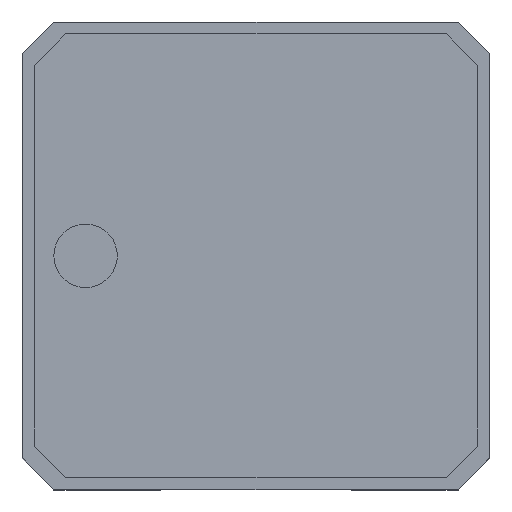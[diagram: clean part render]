
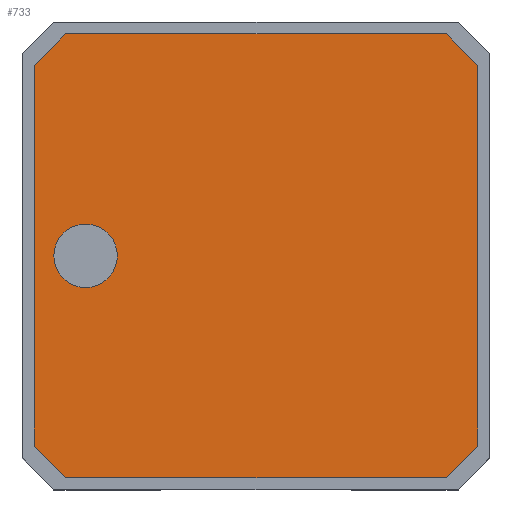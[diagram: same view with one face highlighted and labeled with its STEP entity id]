
A CAD part, top view. The second image highlights one B-rep face of the part: STEP entity #733.
In plain terms, the highlighted planar face has unit normal (0, 0, 1).
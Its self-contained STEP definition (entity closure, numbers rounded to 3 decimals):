
#20 = VECTOR ( 'NONE', #1439, 1000. ) ;
#38 = CARTESIAN_POINT ( 'NONE',  ( -1.2, -1.4, 1.4 ) ) ;
#91 = VERTEX_POINT ( 'NONE', #1753 ) ;
#102 = LINE ( 'NONE', #1095, #783 ) ;
#116 = CARTESIAN_POINT ( 'NONE',  ( -1.075, 0., 1.4 ) ) ;
#152 = DIRECTION ( 'NONE',  ( 1., 0., 0. ) ) ;
#156 = EDGE_CURVE ( 'NONE', #955, #91, #1782, .T. ) ;
#159 = EDGE_LOOP ( 'NONE', ( #990, #1497 ) ) ;
#165 = LINE ( 'NONE', #975, #396 ) ;
#191 = EDGE_CURVE ( 'NONE', #1100, #600, #925, .T. ) ;
#240 = VERTEX_POINT ( 'NONE', #1795 ) ;
#260 = EDGE_LOOP ( 'NONE', ( #899, #1724, #869, #1537, #1167, #325, #978, #1462 ) ) ;
#278 = VECTOR ( 'NONE', #1725, 1000. ) ;
#300 = DIRECTION ( 'NONE',  ( -1., 0., 0. ) ) ;
#325 = ORIENTED_EDGE ( 'NONE', *, *, #884, .F. ) ;
#331 = EDGE_CURVE ( 'NONE', #1127, #240, #1291, .T. ) ;
#343 = EDGE_CURVE ( 'NONE', #414, #1719, #641, .T. ) ;
#358 = DIRECTION ( 'NONE',  ( -1., 0., 0. ) ) ;
#387 = DIRECTION ( 'NONE',  ( 0., -1., 0. ) ) ;
#392 = CARTESIAN_POINT ( 'NONE',  ( -0.875, 0., 1.4 ) ) ;
#396 = VECTOR ( 'NONE', #1414, 1000. ) ;
#411 = CARTESIAN_POINT ( 'NONE',  ( 1.2, 1.4, 1.4 ) ) ;
#414 = VERTEX_POINT ( 'NONE', #937 ) ;
#431 = VERTEX_POINT ( 'NONE', #1216 ) ;
#481 = AXIS2_PLACEMENT_3D ( 'NONE', #116, #1637, #1397 ) ;
#487 = AXIS2_PLACEMENT_3D ( 'NONE', #1803, #1272, #300 ) ;
#497 = EDGE_CURVE ( 'NONE', #1719, #1127, #1641, .T. ) ;
#514 = AXIS2_PLACEMENT_3D ( 'NONE', #1773, #1044, #358 ) ;
#522 = VERTEX_POINT ( 'NONE', #1110 ) ;
#600 = VERTEX_POINT ( 'NONE', #392 ) ;
#617 = DIRECTION ( 'NONE',  ( -0.707, -0.707, 0. ) ) ;
#624 = CARTESIAN_POINT ( 'NONE',  ( -1.275, 0., 1.4 ) ) ;
#641 = LINE ( 'NONE', #930, #1335 ) ;
#692 = FACE_BOUND ( 'NONE', #159, .T. ) ;
#733 = ADVANCED_FACE ( 'NONE', ( #692, #1433 ), #836, .F. ) ;
#761 = LINE ( 'NONE', #1720, #20 ) ;
#783 = VECTOR ( 'NONE', #387, 1000. ) ;
#809 = CARTESIAN_POINT ( 'NONE',  ( 0., -1.4, 1.4 ) ) ;
#823 = EDGE_CURVE ( 'NONE', #522, #955, #761, .T. ) ;
#836 = PLANE ( 'NONE',  #487 ) ;
#869 = ORIENTED_EDGE ( 'NONE', *, *, #331, .F. ) ;
#884 = EDGE_CURVE ( 'NONE', #431, #414, #102, .T. ) ;
#899 = ORIENTED_EDGE ( 'NONE', *, *, #823, .F. ) ;
#911 = CARTESIAN_POINT ( 'NONE',  ( -1.2, -1.4, 1.4 ) ) ;
#925 = CIRCLE ( 'NONE', #481, 0.2 ) ;
#930 = CARTESIAN_POINT ( 'NONE',  ( 1.4, -1.2, 1.4 ) ) ;
#937 = CARTESIAN_POINT ( 'NONE',  ( 1.4, -1.2, 1.4 ) ) ;
#955 = VERTEX_POINT ( 'NONE', #969 ) ;
#969 = CARTESIAN_POINT ( 'NONE',  ( -1.2, 1.4, 1.4 ) ) ;
#975 = CARTESIAN_POINT ( 'NONE',  ( -1.4, 0., 1.4 ) ) ;
#978 = ORIENTED_EDGE ( 'NONE', *, *, #1500, .F. ) ;
#990 = ORIENTED_EDGE ( 'NONE', *, *, #191, .F. ) ;
#992 = CARTESIAN_POINT ( 'NONE',  ( 0., 1.4, 1.4 ) ) ;
#1019 = DIRECTION ( 'NONE',  ( -0.707, 0.707, 0. ) ) ;
#1044 = DIRECTION ( 'NONE',  ( 0., 0., 1. ) ) ;
#1058 = CARTESIAN_POINT ( 'NONE',  ( 1.2, -1.4, 1.4 ) ) ;
#1095 = CARTESIAN_POINT ( 'NONE',  ( 1.4, 0., 1.4 ) ) ;
#1100 = VERTEX_POINT ( 'NONE', #624 ) ;
#1110 = CARTESIAN_POINT ( 'NONE',  ( -1.4, 1.2, 1.4 ) ) ;
#1127 = VERTEX_POINT ( 'NONE', #911 ) ;
#1167 = ORIENTED_EDGE ( 'NONE', *, *, #343, .F. ) ;
#1185 = VECTOR ( 'NONE', #1671, 1000. ) ;
#1216 = CARTESIAN_POINT ( 'NONE',  ( 1.4, 1.2, 1.4 ) ) ;
#1272 = DIRECTION ( 'NONE',  ( 0., 0., -1. ) ) ;
#1291 = LINE ( 'NONE', #38, #1788 ) ;
#1302 = CIRCLE ( 'NONE', #514, 0.2 ) ;
#1318 = EDGE_CURVE ( 'NONE', #600, #1100, #1302, .T. ) ;
#1335 = VECTOR ( 'NONE', #617, 1000. ) ;
#1397 = DIRECTION ( 'NONE',  ( -1., 0., 0. ) ) ;
#1414 = DIRECTION ( 'NONE',  ( 0., 1., 0. ) ) ;
#1415 = EDGE_CURVE ( 'NONE', #240, #522, #165, .T. ) ;
#1433 = FACE_OUTER_BOUND ( 'NONE', #260, .T. ) ;
#1439 = DIRECTION ( 'NONE',  ( 0.707, 0.707, 0. ) ) ;
#1462 = ORIENTED_EDGE ( 'NONE', *, *, #156, .F. ) ;
#1481 = VECTOR ( 'NONE', #152, 1000. ) ;
#1497 = ORIENTED_EDGE ( 'NONE', *, *, #1318, .F. ) ;
#1500 = EDGE_CURVE ( 'NONE', #91, #431, #1789, .T. ) ;
#1537 = ORIENTED_EDGE ( 'NONE', *, *, #497, .F. ) ;
#1637 = DIRECTION ( 'NONE',  ( 0., 0., 1. ) ) ;
#1641 = LINE ( 'NONE', #809, #1185 ) ;
#1671 = DIRECTION ( 'NONE',  ( -1., 0., 0. ) ) ;
#1719 = VERTEX_POINT ( 'NONE', #1058 ) ;
#1720 = CARTESIAN_POINT ( 'NONE',  ( -1.4, 1.2, 1.4 ) ) ;
#1724 = ORIENTED_EDGE ( 'NONE', *, *, #1415, .F. ) ;
#1725 = DIRECTION ( 'NONE',  ( 0.707, -0.707, 0. ) ) ;
#1753 = CARTESIAN_POINT ( 'NONE',  ( 1.2, 1.4, 1.4 ) ) ;
#1773 = CARTESIAN_POINT ( 'NONE',  ( -1.075, 0., 1.4 ) ) ;
#1782 = LINE ( 'NONE', #992, #1481 ) ;
#1788 = VECTOR ( 'NONE', #1019, 1000. ) ;
#1789 = LINE ( 'NONE', #411, #278 ) ;
#1795 = CARTESIAN_POINT ( 'NONE',  ( -1.4, -1.2, 1.4 ) ) ;
#1803 = CARTESIAN_POINT ( 'NONE',  ( 0., 0., 1.4 ) ) ;
